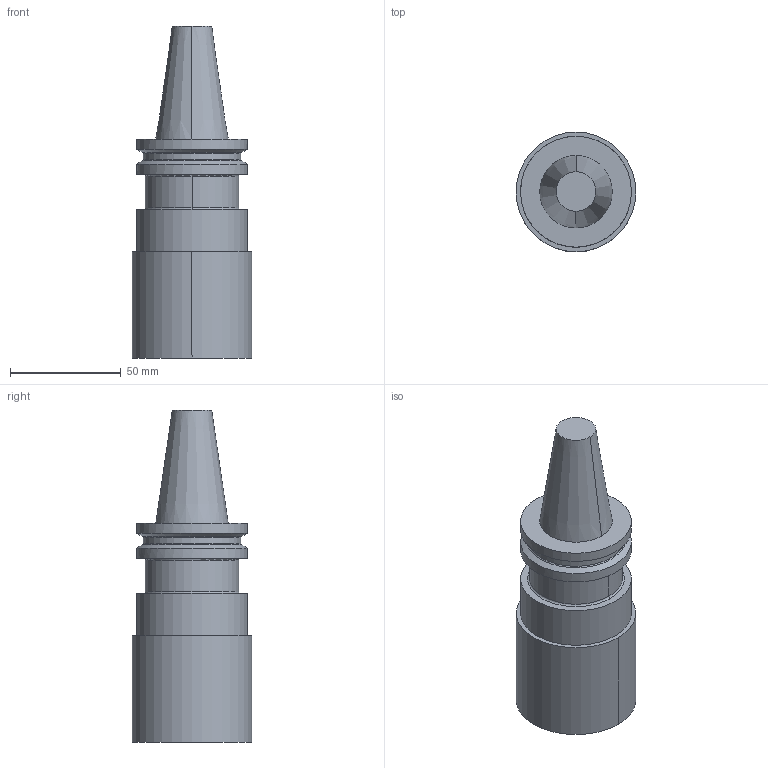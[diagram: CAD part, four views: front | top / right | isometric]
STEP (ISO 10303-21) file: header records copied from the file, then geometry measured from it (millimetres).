
FILE_DESCRIPTION(/* description */ (''),/* implementation_level */ '2;1');
FILE_NAME(/* name */ '69871.30A-QTCC.M5.M22.stp',/* time_stamp */ '2024-07-22T11:01:20+02:00',/* author */ (''),/* organization */ (''),/* preprocessor_version */ 'ST-DEVELOPER v16.7',/* originating_system */ 'SIEMENS PLM Software NX 12.0',/* authorisation */ '');
FILE_SCHEMA (('AUTOMOTIVE_DESIGN { 1 0 10303 214 3 1 1 1 }'));
Length unit declared in the file: millimetre
Products named in the file (1): pf6612088076yunr
Bounding box: 54 x 54 x 149.8 mm (x, y, z)
Volume: 224558.8 mm3; surface area: 25273.6 mm2
Topology: 1 solids, 1 shells, 23 faces, 51 edges, 34 vertices
Faces by surface type: cylinder 8, plane 6, torus 5, cone 4
Full cylindrical faces by diameter (mm): 44.05 x1, 50 x3
Entity records: 645 total; most frequent: DIRECTION 122, CARTESIAN_POINT 97, ORIENTED_EDGE 78, AXIS2_PLACEMENT_3D 56, EDGE_CURVE 39, EDGE_LOOP 36, VERTEX_POINT 31, CIRCLE 29
